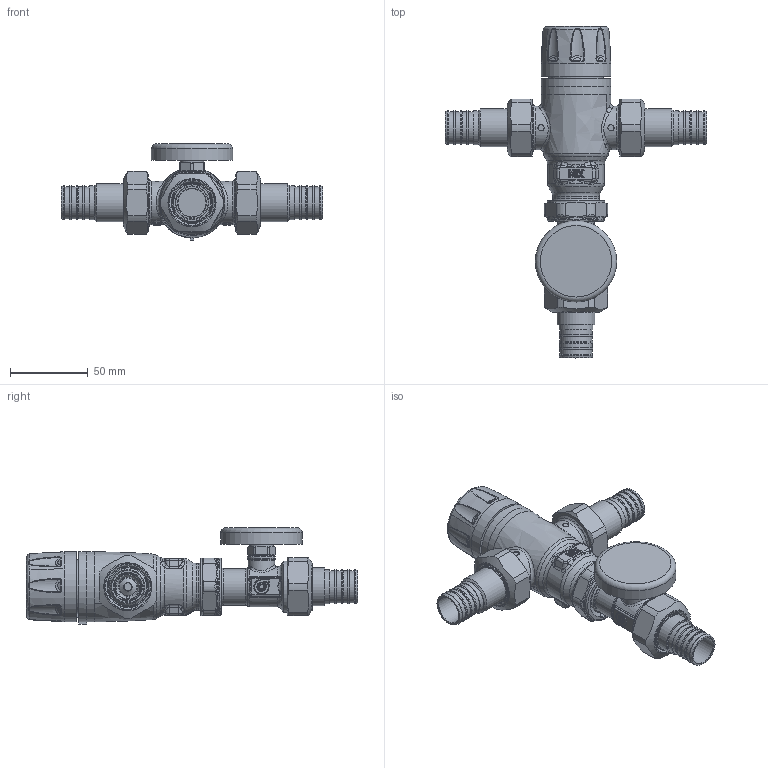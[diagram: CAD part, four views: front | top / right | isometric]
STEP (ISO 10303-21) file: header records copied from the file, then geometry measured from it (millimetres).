
FILE_DESCRIPTION(/* description */ (''),/* implementation_level */ '2;1');
FILE_NAME(/* name */ '521617AC_Simplify_1.stp',/* time_stamp */ '2025-07-31T13:35:03-05:00',/* author */ ('ischreiner'),/* organization */ (''),/* preprocessor_version */ 'ST-DEVELOPER v20',/* originating_system */ 'Autodesk Inventor 2025',/* authorisation */ '');
FILE_SCHEMA (('AUTOMOTIVE_DESIGN { 1 0 10303 214 3 1 1 }'));
Products named in the file (1): 521617AC_Simplify_1
Bounding box: 168.35 x 213.69 x 61.9 mm (x, y, z)
Volume: 296609 mm3; surface area: 79746.1 mm2
Topology: 10 solids, 10 shells, 2394 faces, 5755 edges, 3325 vertices
Faces by surface type: bspline 735, plane 626, cylinder 621, torus 166, cone 140, sphere 106
Full cylindrical faces by diameter (mm): 2 x1, 4 x2, 5.24 x2, 8 x1, 9 x1, 12.6 x2, 15.24 x1, 15.875 x1, 16.256 x2, 16.55 x2, 17 x1, 18 x1, 18.161 x3, 19.55 x2, 19.6 x4, 19.812 x1, 20.091 x4, 20.574 x2, 20.6 x2, 20.701 x12, 21.742 x15, 22 x2, 23.5 x1, 24 x1, 24.384 x3, 26.416 x3, 26.924 x3, 28 x2, 29.6 x1, 29.972 x3
Entity records: 124205 total; most frequent: CARTESIAN_POINT 70069, ORIENTED_EDGE 11188, DIRECTION 10168, EDGE_CURVE 5594, AXIS2_PLACEMENT_3D 4130, VERTEX_POINT 3325, EDGE_LOOP 2531, STYLED_ITEM 2404
